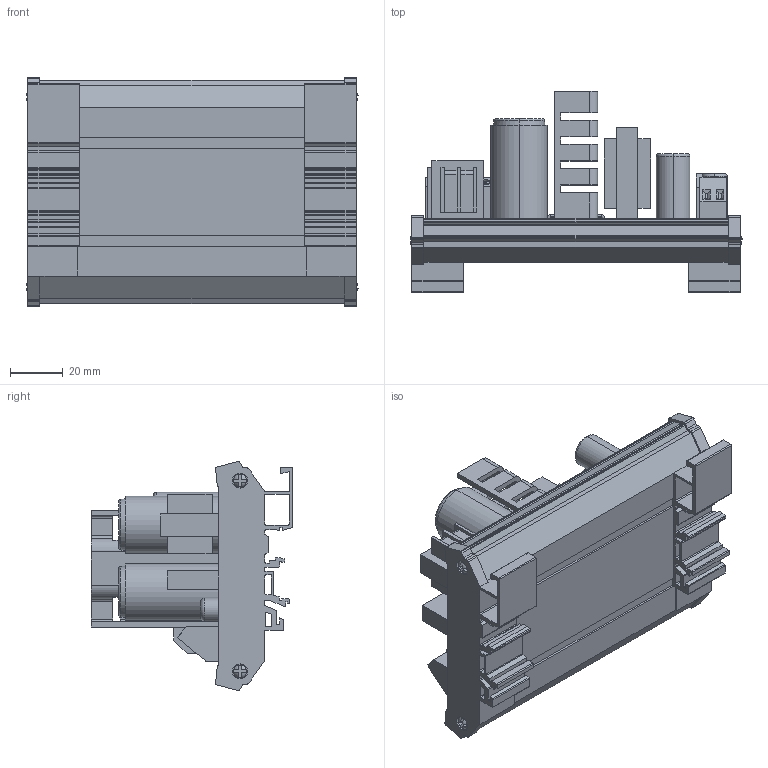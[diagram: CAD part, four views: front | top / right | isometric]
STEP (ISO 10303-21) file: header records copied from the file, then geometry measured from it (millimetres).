
FILE_DESCRIPTION (( 'STEP AP203' ), '1' );
FILE_NAME ('FA-24PS-90.STEP', '2011-10-13T18:09:27', ( '.adc' ), ( '' ), 'SwSTEP 2.0', 'SolidWorks 2011', '' );
FILE_SCHEMA (( 'CONFIG_CONTROL_DESIGN' ));
Length unit declared in the file: inch
Products named in the file (1): FA-24PS-90
Bounding box: 125.89 x 76.56 x 86.87 mm (x, y, z)
Volume: 237796.6 mm3; surface area: 63986.9 mm2
Topology: 1 solids, 1 shells, 878 faces, 2497 edges, 1656 vertices
Faces by surface type: plane 617, cylinder 203, cone 32, torus 18, sphere 8
Entity records: 28638 total; most frequent: CARTESIAN_POINT 5032, ORIENTED_EDGE 4994, DIRECTION 4861, EDGE_CURVE 2497, VECTOR 1891, LINE 1891, VERTEX_POINT 1656, AXIS2_PLACEMENT_3D 1485
